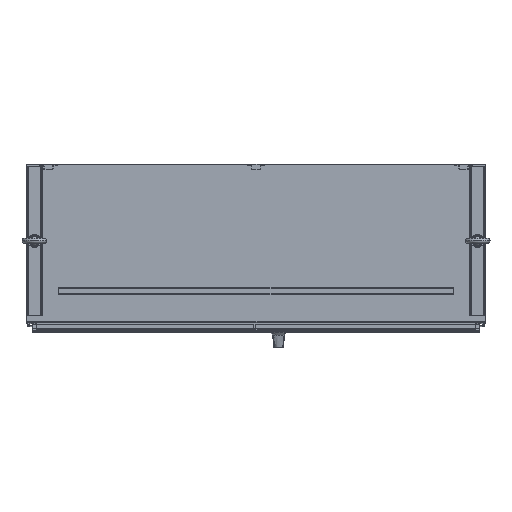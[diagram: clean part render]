
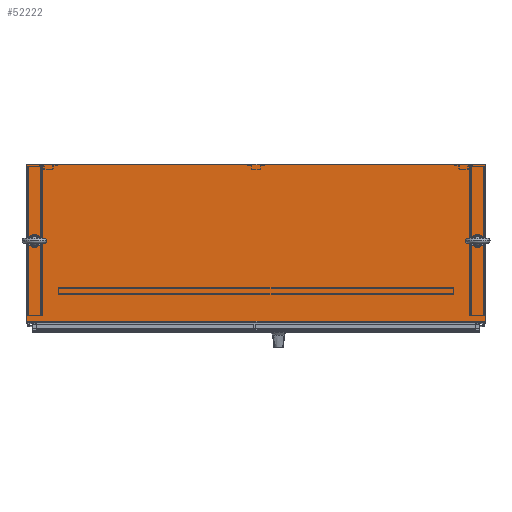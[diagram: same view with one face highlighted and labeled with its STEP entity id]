
A CAD part, top view. The second image highlights one B-rep face of the part: STEP entity #52222.
In plain terms, the highlighted planar face has unit normal (0, 0, 1).
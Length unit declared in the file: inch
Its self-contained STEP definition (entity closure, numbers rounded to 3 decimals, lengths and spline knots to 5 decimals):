
#38 = DIRECTION ( 'NONE',  ( 1., 0., 0. ) ) ;
#1297 = ORIENTED_EDGE ( 'NONE', *, *, #91270, .T. ) ;
#2142 = CIRCLE ( 'NONE', #97930, 0.375 ) ;
#3365 = CARTESIAN_POINT ( 'NONE',  ( -28.5615, -9.90775, 36.0625 ) ) ;
#7118 = DIRECTION ( 'NONE',  ( 1., 0., 0. ) ) ;
#10285 = CARTESIAN_POINT ( 'NONE',  ( -29.9365, -20.42, 36.0625 ) ) ;
#12828 = VERTEX_POINT ( 'NONE', #21379 ) ;
#12991 = DIRECTION ( 'NONE',  ( 0., 0., 1. ) ) ;
#14045 = CIRCLE ( 'NONE', #94370, 0.375 ) ;
#14046 = FACE_BOUND ( 'NONE', #44372, .T. ) ;
#14395 = LINE ( 'NONE', #104858, #36180 ) ;
#17747 = ORIENTED_EDGE ( 'NONE', *, *, #74131, .T. ) ;
#21187 = CARTESIAN_POINT ( 'NONE',  ( -29.9365, -20.563, 36.0625 ) ) ;
#21379 = CARTESIAN_POINT ( 'NONE',  ( 29.9365, 0.03, 36.0625 ) ) ;
#25083 = DIRECTION ( 'NONE',  ( 1., 0., 0. ) ) ;
#25110 = DIRECTION ( 'NONE',  ( 0., 1., 0. ) ) ;
#25195 = DIRECTION ( 'NONE',  ( 1., 0., 0. ) ) ;
#25600 = CARTESIAN_POINT ( 'NONE',  ( -28.9365, -9.90775, 36.0625 ) ) ;
#27405 = DIRECTION ( 'NONE',  ( 1., 0., 0. ) ) ;
#29745 = LINE ( 'NONE', #21187, #43670 ) ;
#30118 = PLANE ( 'NONE',  #100808 ) ;
#30200 = CARTESIAN_POINT ( 'NONE',  ( -29.9365, -20.42, 36.0625 ) ) ;
#30957 = DIRECTION ( 'NONE',  ( -1., 0., 0. ) ) ;
#33752 = CARTESIAN_POINT ( 'NONE',  ( -29.3115, -9.90775, 36.0625 ) ) ;
#35513 = VERTEX_POINT ( 'NONE', #30200 ) ;
#36180 = VECTOR ( 'NONE', #30957, 39.37008 ) ;
#39003 = ORIENTED_EDGE ( 'NONE', *, *, #47075, .T. ) ;
#39709 = FACE_OUTER_BOUND ( 'NONE', #47534, .T. ) ;
#40331 = ORIENTED_EDGE ( 'NONE', *, *, #81331, .T. ) ;
#41216 = ORIENTED_EDGE ( 'NONE', *, *, #89945, .T. ) ;
#42445 = LINE ( 'NONE', #10285, #58248 ) ;
#43670 = VECTOR ( 'NONE', #86509, 39.37008 ) ;
#44372 = EDGE_LOOP ( 'NONE', ( #40331, #89787 ) ) ;
#45146 = VERTEX_POINT ( 'NONE', #3365 ) ;
#46246 = CARTESIAN_POINT ( 'NONE',  ( 29.3115, -9.90775, 36.0625 ) ) ;
#47075 = EDGE_CURVE ( 'NONE', #74528, #35513, #29745, .T. ) ;
#47534 = EDGE_LOOP ( 'NONE', ( #1297, #17747, #39003, #75928 ) ) ;
#47763 = DIRECTION ( 'NONE',  ( 0., 0., -1. ) ) ;
#49733 = CIRCLE ( 'NONE', #104472, 0.375 ) ;
#52222 = ADVANCED_FACE ( 'NONE', ( #70794, #39709, #14046 ), #30118, .T. ) ;
#54390 = EDGE_CURVE ( 'NONE', #65927, #95009, #14045, .T. ) ;
#54669 = CARTESIAN_POINT ( 'NONE',  ( 29.9365, -20.42, 36.0625 ) ) ;
#54915 = VERTEX_POINT ( 'NONE', #33752 ) ;
#58248 = VECTOR ( 'NONE', #27405, 39.37008 ) ;
#62763 = DIRECTION ( 'NONE',  ( 1., 0., 0. ) ) ;
#65927 = VERTEX_POINT ( 'NONE', #99750 ) ;
#68104 = CARTESIAN_POINT ( 'NONE',  ( -29.9365, 0.03, 36.0625 ) ) ;
#68813 = LINE ( 'NONE', #89375, #98631 ) ;
#70794 = FACE_BOUND ( 'NONE', #90941, .T. ) ;
#72369 = CARTESIAN_POINT ( 'NONE',  ( -29.9365, -20.563, 36.0625 ) ) ;
#72710 = AXIS2_PLACEMENT_3D ( 'NONE', #25600, #82925, #25083 ) ;
#74131 = EDGE_CURVE ( 'NONE', #12828, #74528, #14395, .T. ) ;
#74528 = VERTEX_POINT ( 'NONE', #68104 ) ;
#74742 = EDGE_CURVE ( 'NONE', #45146, #54915, #2142, .T. ) ;
#75928 = ORIENTED_EDGE ( 'NONE', *, *, #95249, .T. ) ;
#77205 = ORIENTED_EDGE ( 'NONE', *, *, #74742, .T. ) ;
#78916 = DIRECTION ( 'NONE',  ( 0., 0., -1. ) ) ;
#79463 = CARTESIAN_POINT ( 'NONE',  ( 28.9365, -9.90775, 36.0625 ) ) ;
#81331 = EDGE_CURVE ( 'NONE', #95009, #65927, #49733, .T. ) ;
#81950 = DIRECTION ( 'NONE',  ( 0., 0., -1. ) ) ;
#82925 = DIRECTION ( 'NONE',  ( 0., 0., -1. ) ) ;
#86509 = DIRECTION ( 'NONE',  ( 0., -1., 0. ) ) ;
#87958 = CARTESIAN_POINT ( 'NONE',  ( 28.9365, -9.90775, 36.0625 ) ) ;
#89375 = CARTESIAN_POINT ( 'NONE',  ( 29.9365, -20.563, 36.0625 ) ) ;
#89467 = CARTESIAN_POINT ( 'NONE',  ( -28.9365, -9.90775, 36.0625 ) ) ;
#89787 = ORIENTED_EDGE ( 'NONE', *, *, #54390, .T. ) ;
#89945 = EDGE_CURVE ( 'NONE', #54915, #45146, #105210, .T. ) ;
#90941 = EDGE_LOOP ( 'NONE', ( #77205, #41216 ) ) ;
#91270 = EDGE_CURVE ( 'NONE', #101544, #12828, #68813, .T. ) ;
#94370 = AXIS2_PLACEMENT_3D ( 'NONE', #79463, #78916, #7118 ) ;
#95009 = VERTEX_POINT ( 'NONE', #46246 ) ;
#95249 = EDGE_CURVE ( 'NONE', #35513, #101544, #42445, .T. ) ;
#97930 = AXIS2_PLACEMENT_3D ( 'NONE', #89467, #81950, #25195 ) ;
#98631 = VECTOR ( 'NONE', #25110, 39.37008 ) ;
#99750 = CARTESIAN_POINT ( 'NONE',  ( 28.5615, -9.90775, 36.0625 ) ) ;
#100808 = AXIS2_PLACEMENT_3D ( 'NONE', #72369, #12991, #62763 ) ;
#101544 = VERTEX_POINT ( 'NONE', #54669 ) ;
#104472 = AXIS2_PLACEMENT_3D ( 'NONE', #87958, #47763, #38 ) ;
#104858 = CARTESIAN_POINT ( 'NONE',  ( -29.9365, 0.03, 36.0625 ) ) ;
#105210 = CIRCLE ( 'NONE', #72710, 0.375 ) ;
